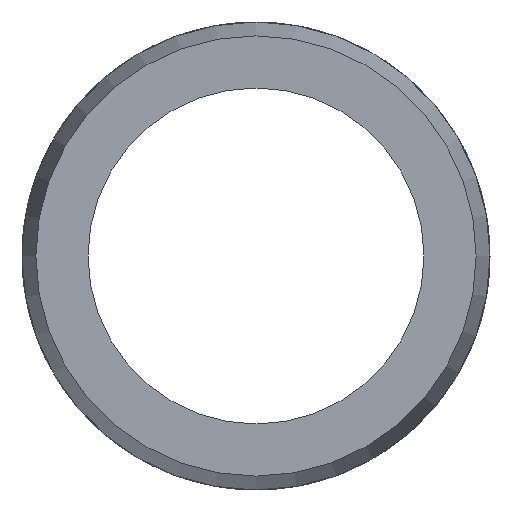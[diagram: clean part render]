
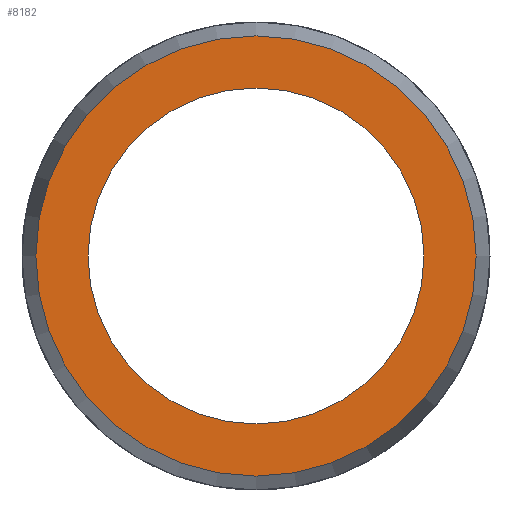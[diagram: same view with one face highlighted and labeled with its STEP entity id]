
A CAD part, front view. The second image highlights one B-rep face of the part: STEP entity #8182.
In plain terms, the highlighted planar face has unit normal (0, -1, 0).
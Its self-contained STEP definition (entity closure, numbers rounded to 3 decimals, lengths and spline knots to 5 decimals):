
#365=PLANE('',#8829);
#415=FACE_BOUND('',#1323,.T.);
#854=FACE_OUTER_BOUND('',#1322,.T.);
#1322=EDGE_LOOP('',(#7646,#7647));
#1323=EDGE_LOOP('',(#7648,#7649));
#3107=CIRCLE('',#8827,0.3625);
#3108=CIRCLE('',#8828,0.3625);
#3109=CIRCLE('',#8830,0.47508);
#3110=CIRCLE('',#8831,0.47508);
#3935=VERTEX_POINT('',#37521);
#3936=VERTEX_POINT('',#37523);
#3937=VERTEX_POINT('',#37527);
#3938=VERTEX_POINT('',#37528);
#5173=EDGE_CURVE('',#3936,#3935,#3107,.T.);
#5174=EDGE_CURVE('',#3935,#3936,#3108,.T.);
#5175=EDGE_CURVE('',#3937,#3938,#3109,.T.);
#5176=EDGE_CURVE('',#3938,#3937,#3110,.T.);
#7646=ORIENTED_EDGE('',*,*,#5175,.F.);
#7647=ORIENTED_EDGE('',*,*,#5176,.F.);
#7648=ORIENTED_EDGE('',*,*,#5173,.T.);
#7649=ORIENTED_EDGE('',*,*,#5174,.T.);
#8182=ADVANCED_FACE('',(#854,#415),#365,.T.);
#8827=AXIS2_PLACEMENT_3D('',#37524,#10627,#10628);
#8828=AXIS2_PLACEMENT_3D('',#37525,#10629,#10630);
#8829=AXIS2_PLACEMENT_3D('',#37526,#10631,#10632);
#8830=AXIS2_PLACEMENT_3D('',#37529,#10633,#10634);
#8831=AXIS2_PLACEMENT_3D('',#37530,#10635,#10636);
#10627=DIRECTION('center_axis',(0.,1.,0.));
#10628=DIRECTION('ref_axis',(-1.,0.,0.));
#10629=DIRECTION('center_axis',(0.,1.,0.));
#10630=DIRECTION('ref_axis',(-1.,0.,0.));
#10631=DIRECTION('center_axis',(0.,-1.,0.));
#10632=DIRECTION('ref_axis',(0.,0.,-1.));
#10633=DIRECTION('center_axis',(0.,1.,0.));
#10634=DIRECTION('ref_axis',(-1.,0.,0.));
#10635=DIRECTION('center_axis',(0.,1.,0.));
#10636=DIRECTION('ref_axis',(-1.,0.,0.));
#37521=CARTESIAN_POINT('',(0.3625,-3.95,0.));
#37523=CARTESIAN_POINT('',(-0.3625,-3.95,0.));
#37524=CARTESIAN_POINT('Origin',(0.,-3.95,0.));
#37525=CARTESIAN_POINT('Origin',(0.,-3.95,0.));
#37526=CARTESIAN_POINT('Origin',(-0.41879,-3.95,0.));
#37527=CARTESIAN_POINT('',(-0.47508,-3.95,0.));
#37528=CARTESIAN_POINT('',(0.47508,-3.95,0.));
#37529=CARTESIAN_POINT('Origin',(0.,-3.95,0.));
#37530=CARTESIAN_POINT('Origin',(0.,-3.95,0.));
